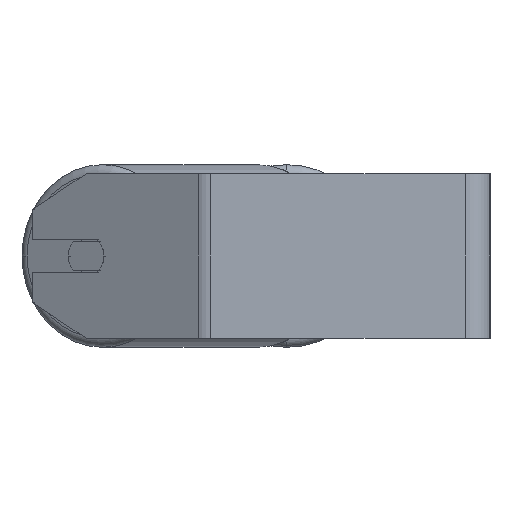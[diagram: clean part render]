
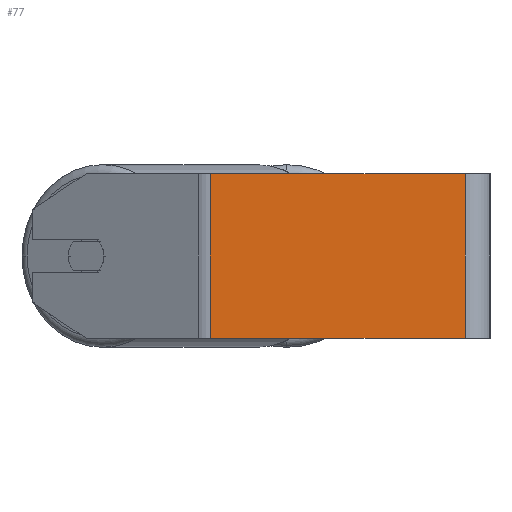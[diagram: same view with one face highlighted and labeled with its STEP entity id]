
A CAD part, left-side view. The second image highlights one B-rep face of the part: STEP entity #77.
In plain terms, the highlighted planar face has unit normal (-1, 0, 0).
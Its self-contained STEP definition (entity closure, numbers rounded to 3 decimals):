
#77 = ADVANCED_FACE ( 'NONE', ( #8599 ), #631, .F. ) ;
#496 = CARTESIAN_POINT ( 'NONE',  ( -300., 139.394, 40. ) ) ;
#508 = VERTEX_POINT ( 'NONE', #575 ) ;
#575 = CARTESIAN_POINT ( 'NONE',  ( -300., 136.178, 40. ) ) ;
#631 = PLANE ( 'NONE',  #4848 ) ;
#891 = DIRECTION ( 'NONE',  ( 0., 0., -1. ) ) ;
#922 = VECTOR ( 'NONE', #891, 1000. ) ;
#976 = ORIENTED_EDGE ( 'NONE', *, *, #3726, .T. ) ;
#1264 = CARTESIAN_POINT ( 'NONE',  ( -300., 136.178, -40. ) ) ;
#1482 = LINE ( 'NONE', #2197, #922 ) ;
#2197 = CARTESIAN_POINT ( 'NONE',  ( -300., 136.178, 40. ) ) ;
#2536 = VECTOR ( 'NONE', #8543, 1000. ) ;
#2833 = LINE ( 'NONE', #8392, #4347 ) ;
#2871 = DIRECTION ( 'NONE',  ( 0., -1., 0. ) ) ;
#3289 = DIRECTION ( 'NONE',  ( 1., 0., 0. ) ) ;
#3296 = CARTESIAN_POINT ( 'NONE',  ( -300., 139.394, 40. ) ) ;
#3556 = CARTESIAN_POINT ( 'NONE',  ( -300., 12., 40. ) ) ;
#3588 = VERTEX_POINT ( 'NONE', #1264 ) ;
#3597 = EDGE_CURVE ( 'NONE', #508, #3751, #6662, .T. ) ;
#3726 = EDGE_CURVE ( 'NONE', #508, #3588, #1482, .T. ) ;
#3751 = VERTEX_POINT ( 'NONE', #3556 ) ;
#3787 = ORIENTED_EDGE ( 'NONE', *, *, #5511, .T. ) ;
#3842 = ORIENTED_EDGE ( 'NONE', *, *, #3597, .F. ) ;
#4256 = ORIENTED_EDGE ( 'NONE', *, *, #7535, .F. ) ;
#4347 = VECTOR ( 'NONE', #2871, 1000. ) ;
#4848 = AXIS2_PLACEMENT_3D ( 'NONE', #496, #3289, #7319 ) ;
#4892 = CARTESIAN_POINT ( 'NONE',  ( -300., 12., -40. ) ) ;
#4992 = LINE ( 'NONE', #5043, #2536 ) ;
#5043 = CARTESIAN_POINT ( 'NONE',  ( -300., 12., 40. ) ) ;
#5110 = VERTEX_POINT ( 'NONE', #4892 ) ;
#5511 = EDGE_CURVE ( 'NONE', #3588, #5110, #2833, .T. ) ;
#5845 = EDGE_LOOP ( 'NONE', ( #3787, #4256, #3842, #976 ) ) ;
#6662 = LINE ( 'NONE', #3296, #7577 ) ;
#7319 = DIRECTION ( 'NONE',  ( 0., 0., -1. ) ) ;
#7535 = EDGE_CURVE ( 'NONE', #3751, #5110, #4992, .T. ) ;
#7577 = VECTOR ( 'NONE', #8696, 1000. ) ;
#8392 = CARTESIAN_POINT ( 'NONE',  ( -300., 139.394, -40. ) ) ;
#8543 = DIRECTION ( 'NONE',  ( 0., 0., -1. ) ) ;
#8599 = FACE_OUTER_BOUND ( 'NONE', #5845, .T. ) ;
#8696 = DIRECTION ( 'NONE',  ( 0., -1., 0. ) ) ;
